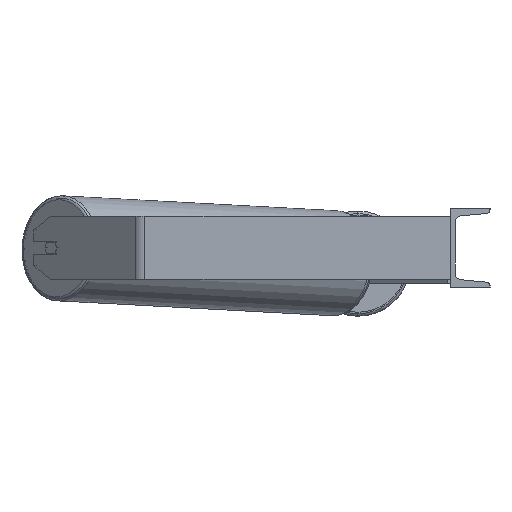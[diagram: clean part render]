
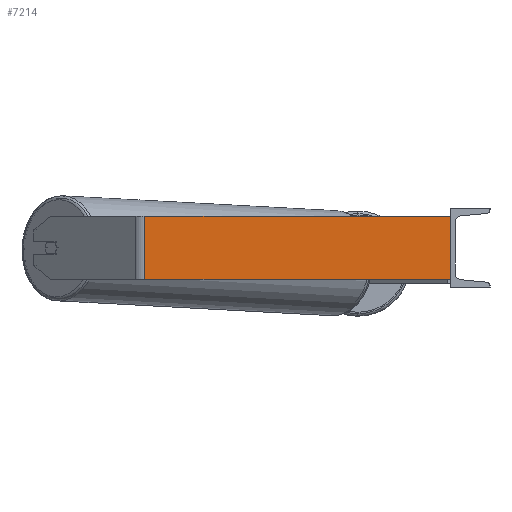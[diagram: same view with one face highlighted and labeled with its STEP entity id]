
A CAD part, left-side view. The second image highlights one B-rep face of the part: STEP entity #7214.
In plain terms, the highlighted planar face has unit normal (-1, 0, 0).
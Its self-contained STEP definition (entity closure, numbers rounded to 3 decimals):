
#34 = CARTESIAN_POINT ( 'NONE',  ( -785., 392.947, 40. ) ) ;
#35 = VECTOR ( 'NONE', #2401, 1000. ) ;
#208 = DIRECTION ( 'NONE',  ( 0., 0., -1. ) ) ;
#899 = VERTEX_POINT ( 'NONE', #1104 ) ;
#1104 = CARTESIAN_POINT ( 'NONE',  ( -785., 386.32, -40. ) ) ;
#1290 = ORIENTED_EDGE ( 'NONE', *, *, #7107, .F. ) ;
#1535 = CARTESIAN_POINT ( 'NONE',  ( -785., 386.32, 40. ) ) ;
#1586 = CARTESIAN_POINT ( 'NONE',  ( -785., 392.947, 40. ) ) ;
#2205 = DIRECTION ( 'NONE',  ( 0., -1., 0. ) ) ;
#2215 = CARTESIAN_POINT ( 'NONE',  ( -785., 0., 40. ) ) ;
#2401 = DIRECTION ( 'NONE',  ( 0., 0., -1. ) ) ;
#2667 = VECTOR ( 'NONE', #2205, 1000. ) ;
#2826 = DIRECTION ( 'NONE',  ( 0., -1., 0. ) ) ;
#3071 = LINE ( 'NONE', #8611, #2667 ) ;
#3072 = VERTEX_POINT ( 'NONE', #2215 ) ;
#3116 = EDGE_CURVE ( 'NONE', #6588, #899, #5168, .T. ) ;
#3491 = EDGE_CURVE ( 'NONE', #899, #5658, #3071, .T. ) ;
#3585 = LINE ( 'NONE', #7071, #6917 ) ;
#4079 = ORIENTED_EDGE ( 'NONE', *, *, #7481, .F. ) ;
#5043 = PLANE ( 'NONE',  #5896 ) ;
#5168 = LINE ( 'NONE', #1535, #35 ) ;
#5384 = ORIENTED_EDGE ( 'NONE', *, *, #3116, .T. ) ;
#5658 = VERTEX_POINT ( 'NONE', #6104 ) ;
#5896 = AXIS2_PLACEMENT_3D ( 'NONE', #1586, #6525, #6348 ) ;
#6104 = CARTESIAN_POINT ( 'NONE',  ( -785., 0., -40. ) ) ;
#6348 = DIRECTION ( 'NONE',  ( 0., 1., 0. ) ) ;
#6525 = DIRECTION ( 'NONE',  ( 1., 0., 0. ) ) ;
#6588 = VERTEX_POINT ( 'NONE', #8836 ) ;
#6769 = VECTOR ( 'NONE', #2826, 1000. ) ;
#6787 = EDGE_LOOP ( 'NONE', ( #7496, #4079, #1290, #5384 ) ) ;
#6917 = VECTOR ( 'NONE', #208, 1000. ) ;
#7071 = CARTESIAN_POINT ( 'NONE',  ( -785., 0., 40. ) ) ;
#7107 = EDGE_CURVE ( 'NONE', #6588, #3072, #7541, .T. ) ;
#7214 = ADVANCED_FACE ( 'NONE', ( #8499 ), #5043, .F. ) ;
#7481 = EDGE_CURVE ( 'NONE', #3072, #5658, #3585, .T. ) ;
#7496 = ORIENTED_EDGE ( 'NONE', *, *, #3491, .T. ) ;
#7541 = LINE ( 'NONE', #34, #6769 ) ;
#8499 = FACE_OUTER_BOUND ( 'NONE', #6787, .T. ) ;
#8611 = CARTESIAN_POINT ( 'NONE',  ( -785., 392.947, -40. ) ) ;
#8836 = CARTESIAN_POINT ( 'NONE',  ( -785., 386.32, 40. ) ) ;
